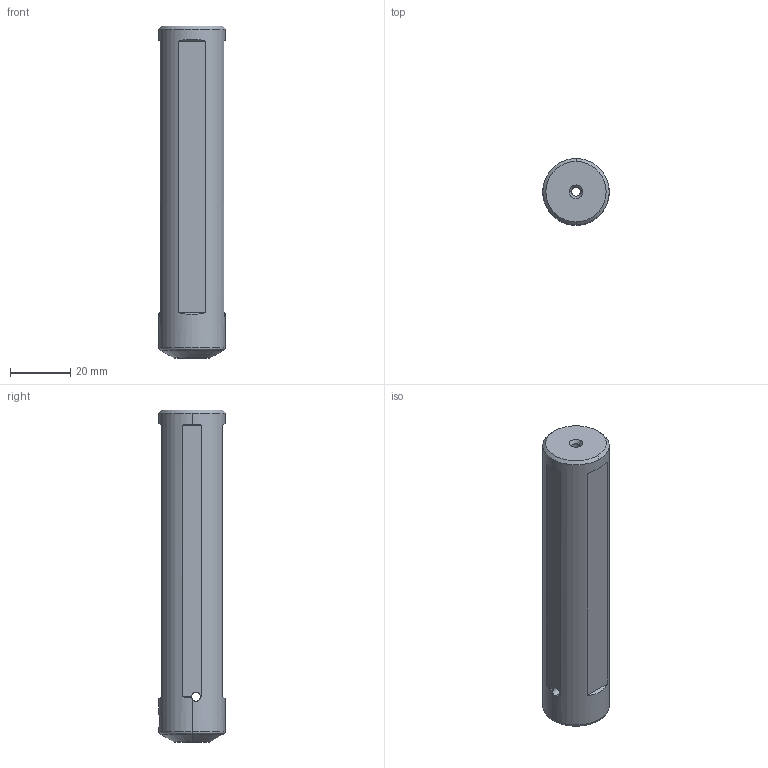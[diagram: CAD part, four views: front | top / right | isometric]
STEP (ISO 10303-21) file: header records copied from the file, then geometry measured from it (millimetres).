
FILE_DESCRIPTION(/* description */ (''),/* implementation_level */ '2;1');
FILE_NAME(/* name */ '1503306959630.stp',/* time_stamp */ '2017-08-21T11:16:06+02:00',/* author */ (''),/* organization */ ('SMS'),/* preprocessor_version */ 'ST-DEVELOPER v15',/* originating_system */ 'SIEMENS PLM Software NX 8.5',/* authorisation */ '');
FILE_SCHEMA (('AUTOMOTIVE_DESIGN { 1 0 10303 214 3 1 1 1 }'));
Length unit declared in the file: millimetre
Products named in the file (1): CXS-A22-04_step
Bounding box: 22 x 22 x 110 mm (x, y, z)
Volume: 38446.1 mm3; surface area: 9633.2 mm2
Topology: 1 solids, 1 shells, 60 faces, 175 edges, 109 vertices
Faces by surface type: cylinder 23, cone 17, plane 16, torus 4
Entity records: 2508 total; most frequent: CARTESIAN_POINT 968, ORIENTED_EDGE 338, DIRECTION 289, EDGE_CURVE 169, AXIS2_PLACEMENT_3D 114, VERTEX_POINT 109, EDGE_LOOP 70, LINE 61
